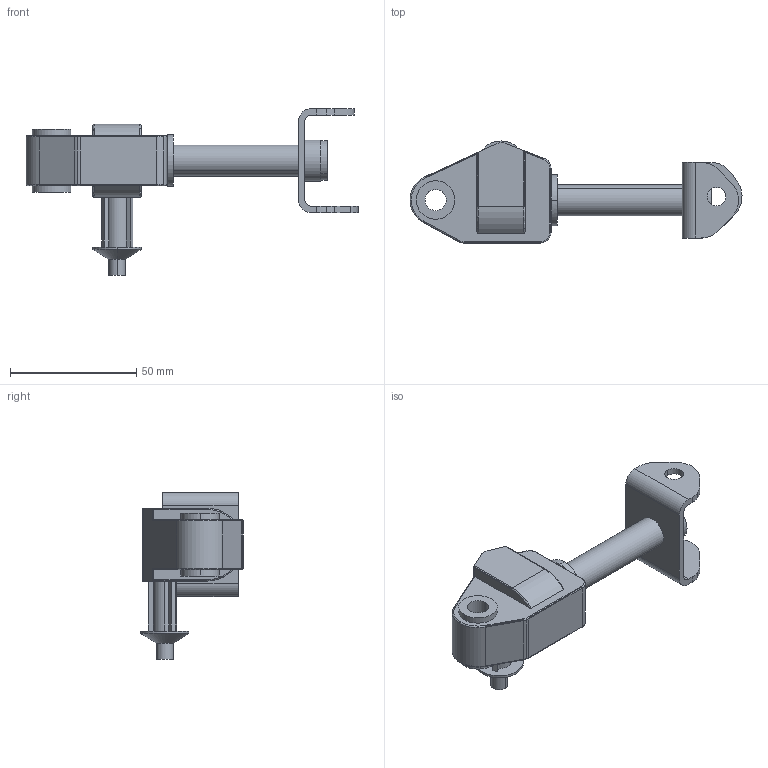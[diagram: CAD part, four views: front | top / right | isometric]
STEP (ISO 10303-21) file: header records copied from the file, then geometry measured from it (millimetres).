
FILE_DESCRIPTION((''),'2;1');
FILE_NAME('actuatorleft.stp','2002-01-21T13:40:15',('Administrator'),(''),'Autodesk Inventor (tm) 3.0','Autodesk Inventor (tm) 3.0','');
FILE_SCHEMA(('CONFIG_CONTROL_DESIGN'));
Length unit declared in the file: inch
Products named in the file (5): actuatorleft; actuatorbodyleft; actuatorscrew; actuatorbracketcollar; actuatorbracket
Assembly tree (4 placements, depth 2):
  actuatorleft
    actuatorbodyleft
    actuatorscrew
    actuatorbracketcollar
    actuatorbracket
Bounding box: 131.56 x 40.52 x 66.04 mm (x, y, z)
Volume: 55635.2 mm3; surface area: 17975.1 mm2
Topology: 4 solids, 4 shells, 160 faces, 410 edges, 264 vertices
Faces by surface type: cylinder 79, plane 36, bspline 31, torus 14
Entity records: 5980 total; most frequent: CARTESIAN_POINT 1394, DIRECTION 872, ORIENTED_EDGE 820, EDGE_CURVE 410, AXIS2_PLACEMENT_3D 340, VERTEX_POINT 264, VECTOR 192, LINE 192
